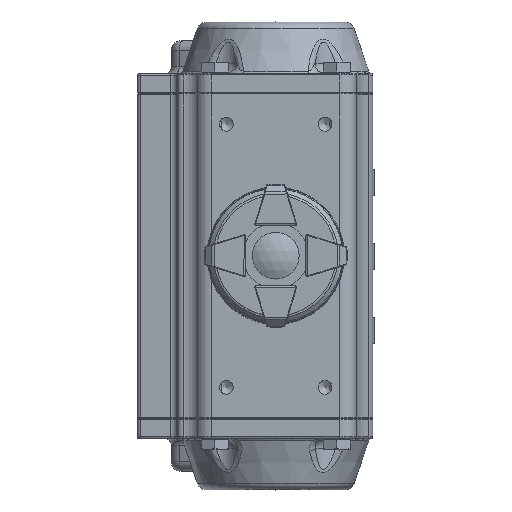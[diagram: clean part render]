
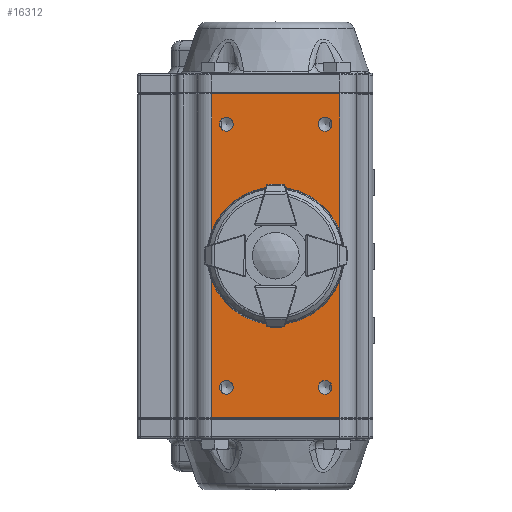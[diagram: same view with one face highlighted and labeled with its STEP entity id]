
A CAD part, top view. The second image highlights one B-rep face of the part: STEP entity #16312.
In plain terms, the highlighted face is planar.
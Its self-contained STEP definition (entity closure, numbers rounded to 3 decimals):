
#298=PLANE('',#19190);
#1171=LINE('',#27181,#2263);
#1172=LINE('',#27185,#2264);
#1232=LINE('',#27323,#2324);
#1233=LINE('',#27324,#2325);
#2263=VECTOR('',#21533,1000.);
#2264=VECTOR('',#21538,1000.);
#2324=VECTOR('',#21666,1000.);
#2325=VECTOR('',#21667,1000.);
#4334=ORIENTED_EDGE('',*,*,#8892,.F.);
#4335=ORIENTED_EDGE('',*,*,#8962,.T.);
#4336=ORIENTED_EDGE('',*,*,#8894,.T.);
#4337=ORIENTED_EDGE('',*,*,#8963,.T.);
#4338=ORIENTED_EDGE('',*,*,#8688,.F.);
#4339=ORIENTED_EDGE('',*,*,#8676,.F.);
#4340=ORIENTED_EDGE('',*,*,#8680,.F.);
#4341=ORIENTED_EDGE('',*,*,#8684,.F.);
#4342=ORIENTED_EDGE('',*,*,#8596,.F.);
#8596=EDGE_CURVE('',#11046,#11046,#12582,.T.);
#8676=EDGE_CURVE('',#11125,#11125,#12625,.T.);
#8680=EDGE_CURVE('',#11129,#11129,#12627,.T.);
#8684=EDGE_CURVE('',#11133,#11133,#12629,.T.);
#8688=EDGE_CURVE('',#11137,#11137,#12631,.T.);
#8892=EDGE_CURVE('',#11271,#11272,#1171,.T.);
#8894=EDGE_CURVE('',#11273,#11274,#1172,.T.);
#8962=EDGE_CURVE('',#11271,#11273,#1232,.T.);
#8963=EDGE_CURVE('',#11274,#11272,#1233,.T.);
#11046=VERTEX_POINT('',#26159);
#11125=VERTEX_POINT('',#26553);
#11129=VERTEX_POINT('',#26573);
#11133=VERTEX_POINT('',#26593);
#11137=VERTEX_POINT('',#26613);
#11271=VERTEX_POINT('',#27180);
#11272=VERTEX_POINT('',#27182);
#11273=VERTEX_POINT('',#27186);
#11274=VERTEX_POINT('',#27187);
#12582=CIRCLE('',#18944,11.75);
#12625=CIRCLE('',#19001,2.1);
#12627=CIRCLE('',#19005,2.1);
#12629=CIRCLE('',#19009,2.1);
#12631=CIRCLE('',#19013,2.1);
#13668=EDGE_LOOP('',(#4334,#4335,#4336,#4337));
#13669=EDGE_LOOP('',(#4338));
#13670=EDGE_LOOP('',(#4339));
#13671=EDGE_LOOP('',(#4340));
#13672=EDGE_LOOP('',(#4341));
#13673=EDGE_LOOP('',(#4342));
#14946=FACE_BOUND('',#13668,.T.);
#14947=FACE_BOUND('',#13669,.T.);
#14948=FACE_BOUND('',#13670,.T.);
#14949=FACE_BOUND('',#13671,.T.);
#14950=FACE_BOUND('',#13672,.T.);
#14951=FACE_BOUND('',#13673,.T.);
#16312=ADVANCED_FACE('',(#14946,#14947,#14948,#14949,#14950,#14951),#298,
 .T.);
#18944=AXIS2_PLACEMENT_3D('',#26158,#20995,#20996);
#19001=AXIS2_PLACEMENT_3D('',#26552,#21132,#21133);
#19005=AXIS2_PLACEMENT_3D('',#26572,#21140,#21141);
#19009=AXIS2_PLACEMENT_3D('',#26592,#21148,#21149);
#19013=AXIS2_PLACEMENT_3D('',#26612,#21156,#21157);
#19190=AXIS2_PLACEMENT_3D('',#27322,#21664,#21665);
#20995=DIRECTION('',(0.,1.,0.));
#20996=DIRECTION('',(0.,0.,1.));
#21132=DIRECTION('',(0.,1.,0.));
#21133=DIRECTION('',(0.,0.,1.));
#21140=DIRECTION('',(0.,1.,0.));
#21141=DIRECTION('',(0.,0.,1.));
#21148=DIRECTION('',(0.,1.,0.));
#21149=DIRECTION('',(0.,0.,1.));
#21156=DIRECTION('',(0.,1.,0.));
#21157=DIRECTION('',(0.,0.,1.));
#21533=DIRECTION('',(0.,0.,-1.));
#21538=DIRECTION('',(0.,0.,-1.));
#21664=DIRECTION('',(0.,1.,0.));
#21665=DIRECTION('',(1.,0.,0.));
#21666=DIRECTION('',(1.,0.,0.));
#21667=DIRECTION('',(-1.,0.,0.));
#26158=CARTESIAN_POINT('',(0.,36.5,0.));
#26159=CARTESIAN_POINT('',(0.,36.5,11.75));
#26552=CARTESIAN_POINT('',(15.,36.5,-40.));
#26553=CARTESIAN_POINT('',(15.,36.5,-37.9));
#26572=CARTESIAN_POINT('',(-15.,36.5,40.));
#26573=CARTESIAN_POINT('',(-15.,36.5,42.1));
#26592=CARTESIAN_POINT('',(15.,36.5,40.));
#26593=CARTESIAN_POINT('',(15.,36.5,42.1));
#26612=CARTESIAN_POINT('',(-15.,36.5,-40.));
#26613=CARTESIAN_POINT('',(-15.,36.5,-37.9));
#27180=CARTESIAN_POINT('',(-19.5,36.5,49.2));
#27181=CARTESIAN_POINT('',(-19.5,36.5,49.5));
#27182=CARTESIAN_POINT('',(-19.5,36.5,-49.2));
#27185=CARTESIAN_POINT('',(19.5,36.5,49.5));
#27186=CARTESIAN_POINT('',(19.5,36.5,49.2));
#27187=CARTESIAN_POINT('',(19.5,36.5,-49.2));
#27322=CARTESIAN_POINT('',(-19.5,36.5,49.5));
#27323=CARTESIAN_POINT('',(-19.5,36.5,49.2));
#27324=CARTESIAN_POINT('',(-19.5,36.5,-49.2));
